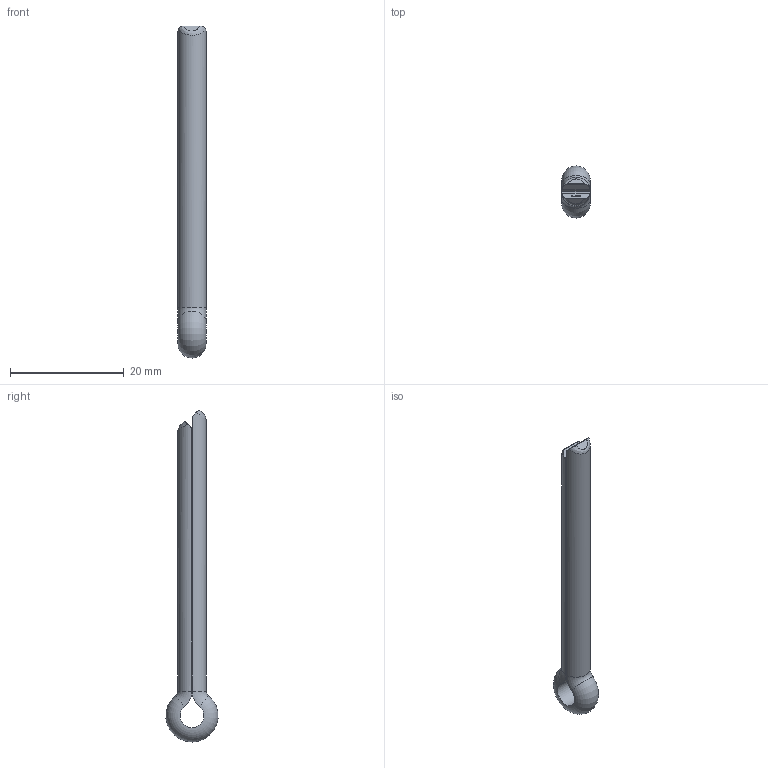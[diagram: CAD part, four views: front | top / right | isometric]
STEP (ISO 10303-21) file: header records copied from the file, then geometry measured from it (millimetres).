
FILE_DESCRIPTION (( 'STEP AP203' ), '1' );
FILE_NAME ('58377-240-5x50.STEP', '2020-01-23T15:26:35', ( '' ), ( '' ), 'SwSTEP 2.0', 'SolidWorks 2015', '' );
FILE_SCHEMA (( 'CONFIG_CONTROL_DESIGN' ));
Length unit declared in the file: millimetre
Products named in the file (2): 58377-240-5x50
Bounding box: 5 x 9.16 x 58.46 mm (x, y, z)
Volume: 1131 mm3; surface area: 1500.5 mm2
Topology: 1 solids, 1 shells, 303 faces, 805 edges, 534 vertices
Faces by surface type: plane 164, bspline 129, cylinder 7, torus 3
Entity records: 16634 total; most frequent: CARTESIAN_POINT 9863, ORIENTED_EDGE 1610, DIRECTION 893, EDGE_CURVE 805, VERTEX_POINT 534, LINE 521, VECTOR 521, EDGE_LOOP 333
